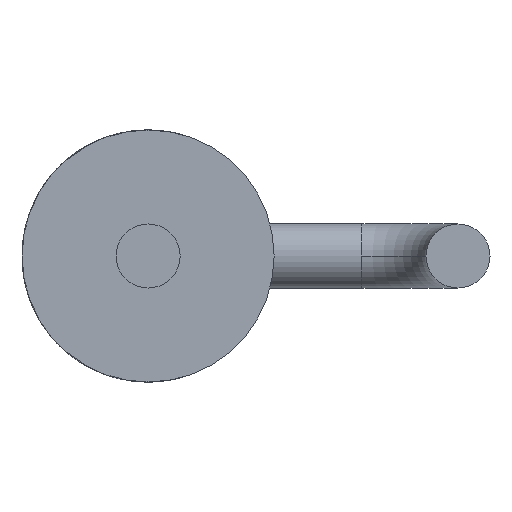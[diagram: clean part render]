
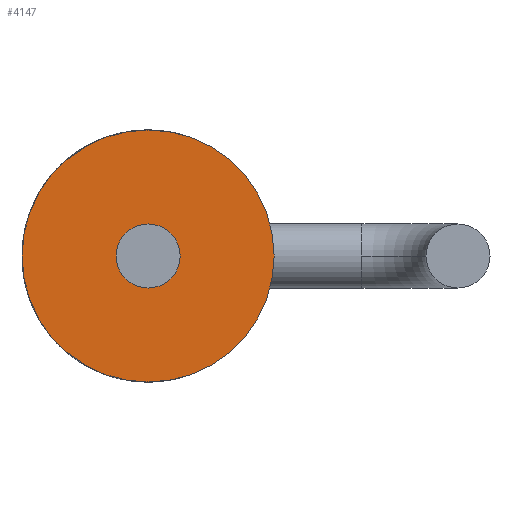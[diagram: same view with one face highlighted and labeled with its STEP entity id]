
A CAD part, front view. The second image highlights one B-rep face of the part: STEP entity #4147.
In plain terms, the highlighted planar face has unit normal (0, -1, 0).
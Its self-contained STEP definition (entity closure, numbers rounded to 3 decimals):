
#51 = AXIS2_PLACEMENT_3D ( 'NONE', #4850, #4127, #3700 ) ;
#120 = EDGE_CURVE ( 'NONE', #3887, #3329, #3015, .T. ) ;
#133 = DIRECTION ( 'NONE',  ( 0., 0., 1. ) ) ;
#227 = AXIS2_PLACEMENT_3D ( 'NONE', #1789, #4044, #133 ) ;
#339 = VERTEX_POINT ( 'NONE', #2048 ) ;
#388 = EDGE_CURVE ( 'NONE', #3329, #3887, #4712, .T. ) ;
#490 = ORIENTED_EDGE ( 'NONE', *, *, #120, .F. ) ;
#616 = EDGE_LOOP ( 'NONE', ( #4817, #3022 ) ) ;
#687 = EDGE_CURVE ( 'NONE', #339, #1373, #2029, .T. ) ;
#1085 = DIRECTION ( 'NONE',  ( 0., 1., 0. ) ) ;
#1138 = DIRECTION ( 'NONE',  ( 0., 0., 1. ) ) ;
#1373 = VERTEX_POINT ( 'NONE', #3272 ) ;
#1429 = CIRCLE ( 'NONE', #51, 0.394 ) ;
#1578 = DIRECTION ( 'NONE',  ( 0., 1., 0. ) ) ;
#1789 = CARTESIAN_POINT ( 'NONE',  ( 0., 2., 0. ) ) ;
#2029 = CIRCLE ( 'NONE', #4870, 0.394 ) ;
#2048 = CARTESIAN_POINT ( 'NONE',  ( 0.394, 2., 0. ) ) ;
#2208 = CARTESIAN_POINT ( 'NONE',  ( 0., 2., 1.55 ) ) ;
#2496 = CARTESIAN_POINT ( 'NONE',  ( 0., 2., -1.55 ) ) ;
#2589 = ORIENTED_EDGE ( 'NONE', *, *, #388, .F. ) ;
#2647 = CARTESIAN_POINT ( 'NONE',  ( 0., 2., 0. ) ) ;
#2826 = DIRECTION ( 'NONE',  ( 0., 0., 1. ) ) ;
#3015 = CIRCLE ( 'NONE', #227, 1.55 ) ;
#3022 = ORIENTED_EDGE ( 'NONE', *, *, #4054, .F. ) ;
#3082 = PLANE ( 'NONE',  #3571 ) ;
#3272 = CARTESIAN_POINT ( 'NONE',  ( -0.394, 2., 0. ) ) ;
#3329 = VERTEX_POINT ( 'NONE', #2208 ) ;
#3505 = CARTESIAN_POINT ( 'NONE',  ( 0., 2., 0. ) ) ;
#3571 = AXIS2_PLACEMENT_3D ( 'NONE', #2647, #1085, #1138 ) ;
#3700 = DIRECTION ( 'NONE',  ( 0., 0., 1. ) ) ;
#3887 = VERTEX_POINT ( 'NONE', #2496 ) ;
#3961 = EDGE_LOOP ( 'NONE', ( #490, #2589 ) ) ;
#4044 = DIRECTION ( 'NONE',  ( 0., 1., 0. ) ) ;
#4054 = EDGE_CURVE ( 'NONE', #1373, #339, #1429, .T. ) ;
#4066 = AXIS2_PLACEMENT_3D ( 'NONE', #3505, #1578, #4666 ) ;
#4127 = DIRECTION ( 'NONE',  ( 0., -1., 0. ) ) ;
#4147 = ADVANCED_FACE ( 'NONE', ( #4649, #4577 ), #3082, .F. ) ;
#4284 = CARTESIAN_POINT ( 'NONE',  ( 0., 2., 0. ) ) ;
#4577 = FACE_OUTER_BOUND ( 'NONE', #3961, .T. ) ;
#4649 = FACE_BOUND ( 'NONE', #616, .T. ) ;
#4666 = DIRECTION ( 'NONE',  ( 0., 0., 1. ) ) ;
#4712 = CIRCLE ( 'NONE', #4066, 1.55 ) ;
#4743 = DIRECTION ( 'NONE',  ( 0., -1., 0. ) ) ;
#4817 = ORIENTED_EDGE ( 'NONE', *, *, #687, .F. ) ;
#4850 = CARTESIAN_POINT ( 'NONE',  ( 0., 2., 0. ) ) ;
#4870 = AXIS2_PLACEMENT_3D ( 'NONE', #4284, #4743, #2826 ) ;
